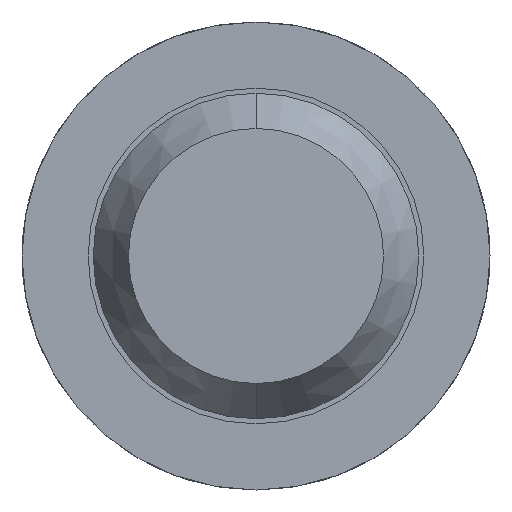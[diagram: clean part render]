
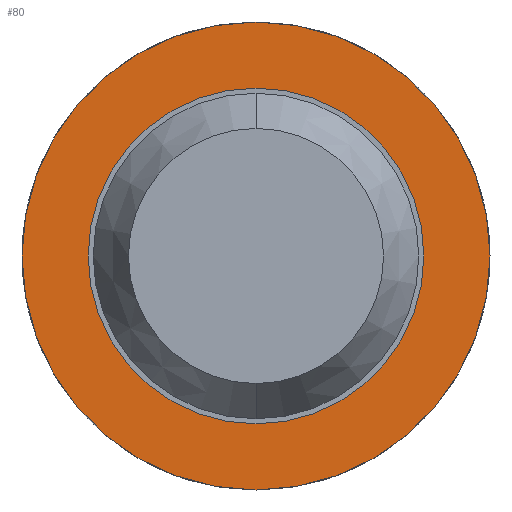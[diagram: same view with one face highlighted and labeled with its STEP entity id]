
A CAD part, front view. The second image highlights one B-rep face of the part: STEP entity #80.
In plain terms, the highlighted planar face has unit normal (0, -1, 0).
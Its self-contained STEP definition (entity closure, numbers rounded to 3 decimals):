
#51 = EDGE_CURVE ( 'Defeature ausgef�hrt2_8+Defeature ausgef�hrt2_7+Defeature ausgef�hrt2_7+Defeature ausgef�hrt2_7', #1124, #2248, #3493, .T. ) ;
#80 = ADVANCED_FACE ( 'Defeature ausgef�hrt2_8', ( #4063, #3881 ), #3684, .F. ) ;
#320 = DIRECTION ( 'NONE',  ( 0., 0., 1. ) ) ;
#1124 = VERTEX_POINT ( 'NONE', #1519 ) ;
#1164 = AXIS2_PLACEMENT_3D ( 'NONE', #2825, #2496, #320 ) ;
#1171 = ORIENTED_EDGE ( 'NONE', *, *, #51, .T. ) ;
#1275 = CARTESIAN_POINT ( 'NONE',  ( 0., -1.7, -0.825 ) ) ;
#1345 = EDGE_LOOP ( 'NONE', ( #4030, #2028 ) ) ;
#1519 = CARTESIAN_POINT ( 'NONE',  ( 0., -1.7, 0.825 ) ) ;
#1525 = DIRECTION ( 'NONE',  ( 0., 1., 0. ) ) ;
#1558 = CARTESIAN_POINT ( 'NONE',  ( 0.825, -1.7, 0. ) ) ;
#1584 = VERTEX_POINT ( 'NONE', #4626 ) ;
#1727 = CARTESIAN_POINT ( 'NONE',  ( 0., -1.7, 0. ) ) ;
#2028 = ORIENTED_EDGE ( 'NONE', *, *, #3484, .F. ) ;
#2248 = VERTEX_POINT ( 'NONE', #1275 ) ;
#2315 = DIRECTION ( 'NONE',  ( 0., 1., 0. ) ) ;
#2346 = CIRCLE ( 'NONE', #3811, 1.15 ) ;
#2348 = CARTESIAN_POINT ( 'NONE',  ( 0., -1.7, -1.15 ) ) ;
#2398 = CIRCLE ( 'NONE', #4629, 0.825 ) ;
#2419 = DIRECTION ( 'NONE',  ( 0., 0., 1. ) ) ;
#2496 = DIRECTION ( 'NONE',  ( 0., 1., 0. ) ) ;
#2713 = DIRECTION ( 'NONE',  ( 0., 0., 1. ) ) ;
#2767 = DIRECTION ( 'NONE',  ( 0., 1., 0. ) ) ;
#2825 = CARTESIAN_POINT ( 'NONE',  ( 0., -1.7, 0. ) ) ;
#2837 = CIRCLE ( 'NONE', #3758, 1.15 ) ;
#2920 = ORIENTED_EDGE ( 'NONE', *, *, #3182, .T. ) ;
#3059 = CARTESIAN_POINT ( 'NONE',  ( 0., -1.7, 0. ) ) ;
#3182 = EDGE_CURVE ( 'Defeature ausgef�hrt2_8+Defeature ausgef�hrt2_7+Defeature ausgef�hrt2_7+Defeature ausgef�hrt2_7', #2248, #1124, #2398, .T. ) ;
#3290 = AXIS2_PLACEMENT_3D ( 'NONE', #1558, #1525, #3365 ) ;
#3365 = DIRECTION ( 'NONE',  ( 0., 0., 1. ) ) ;
#3389 = EDGE_LOOP ( 'NONE', ( #1171, #2920 ) ) ;
#3423 = DIRECTION ( 'NONE',  ( 0., 0., 1. ) ) ;
#3481 = DIRECTION ( 'NONE',  ( 0., 1., 0. ) ) ;
#3484 = EDGE_CURVE ( 'Defeature ausgef�hrt2_4+Defeature ausgef�hrt2_8+Defeature ausgef�hrt2_8+Defeature ausgef�hrt2_8', #4360, #1584, #2346, .T. ) ;
#3493 = CIRCLE ( 'NONE', #1164, 0.825 ) ;
#3684 = PLANE ( 'NONE',  #3290 ) ;
#3740 = EDGE_CURVE ( 'Defeature ausgef�hrt2_4+Defeature ausgef�hrt2_8+Defeature ausgef�hrt2_8+Defeature ausgef�hrt2_8', #1584, #4360, #2837, .T. ) ;
#3758 = AXIS2_PLACEMENT_3D ( 'NONE', #1727, #2767, #2419 ) ;
#3811 = AXIS2_PLACEMENT_3D ( 'NONE', #3059, #2315, #2713 ) ;
#3881 = FACE_BOUND ( 'NONE', #3389, .T. ) ;
#4030 = ORIENTED_EDGE ( 'NONE', *, *, #3740, .F. ) ;
#4063 = FACE_OUTER_BOUND ( 'NONE', #1345, .T. ) ;
#4144 = CARTESIAN_POINT ( 'NONE',  ( 0., -1.7, 0. ) ) ;
#4360 = VERTEX_POINT ( 'NONE', #2348 ) ;
#4626 = CARTESIAN_POINT ( 'NONE',  ( 0., -1.7, 1.15 ) ) ;
#4629 = AXIS2_PLACEMENT_3D ( 'NONE', #4144, #3481, #3423 ) ;
